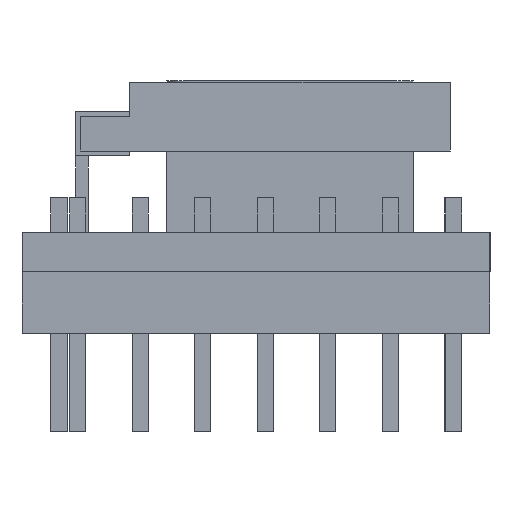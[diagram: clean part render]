
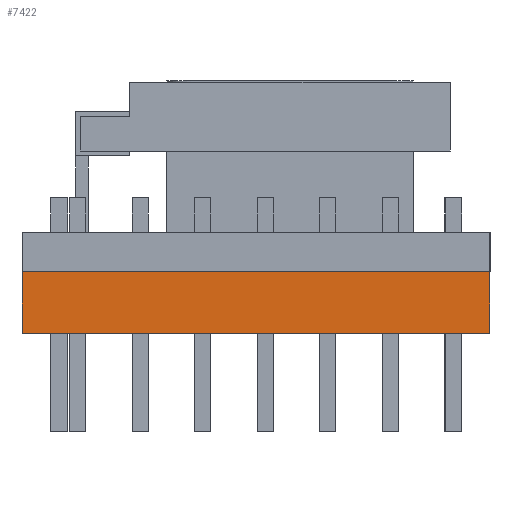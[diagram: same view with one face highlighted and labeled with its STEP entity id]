
A CAD part, left-side view. The second image highlights one B-rep face of the part: STEP entity #7422.
In plain terms, the highlighted planar face has unit normal (-1, 0, 0).
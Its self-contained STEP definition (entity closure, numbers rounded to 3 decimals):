
#327=PLANE('',#7886);
#710=FACE_OUTER_BOUND('',#1149,.T.);
#1149=EDGE_LOOP('',(#6536,#6537,#6538,#6539));
#1978=LINE('',#11379,#2957);
#1979=LINE('',#11381,#2958);
#1980=LINE('',#11383,#2959);
#1981=LINE('',#11384,#2960);
#2957=VECTOR('',#9331,10.);
#2958=VECTOR('',#9332,10.);
#2959=VECTOR('',#9333,10.);
#2960=VECTOR('',#9334,10.);
#3813=VERTEX_POINT('',#11377);
#3814=VERTEX_POINT('',#11378);
#3815=VERTEX_POINT('',#11380);
#3816=VERTEX_POINT('',#11382);
#4754=EDGE_CURVE('',#3813,#3814,#1978,.T.);
#4755=EDGE_CURVE('',#3815,#3813,#1979,.T.);
#4756=EDGE_CURVE('',#3816,#3815,#1980,.T.);
#4757=EDGE_CURVE('',#3814,#3816,#1981,.T.);
#6536=ORIENTED_EDGE('',*,*,#4754,.F.);
#6537=ORIENTED_EDGE('',*,*,#4755,.F.);
#6538=ORIENTED_EDGE('',*,*,#4756,.F.);
#6539=ORIENTED_EDGE('',*,*,#4757,.F.);
#7422=ADVANCED_FACE('',(#710),#327,.F.);
#7886=AXIS2_PLACEMENT_3D('',#11376,#9329,#9330);
#9329=DIRECTION('center_axis',(1.,0.,0.));
#9330=DIRECTION('ref_axis',(0.,0.,-1.));
#9331=DIRECTION('',(0.,1.,0.));
#9332=DIRECTION('',(0.,0.,-1.));
#9333=DIRECTION('',(0.,-1.,0.));
#9334=DIRECTION('',(0.,0.,1.));
#11376=CARTESIAN_POINT('Origin',(0.5,9.5,-1.25));
#11377=CARTESIAN_POINT('',(0.5,0.,-2.5));
#11378=CARTESIAN_POINT('',(0.5,19.,-2.5));
#11379=CARTESIAN_POINT('',(0.5,4.75,-2.5));
#11380=CARTESIAN_POINT('',(0.5,0.,0.));
#11381=CARTESIAN_POINT('',(0.5,0.,-0.625));
#11382=CARTESIAN_POINT('',(0.5,19.,0.));
#11383=CARTESIAN_POINT('',(0.5,14.25,0.));
#11384=CARTESIAN_POINT('',(0.5,19.,-1.875));
